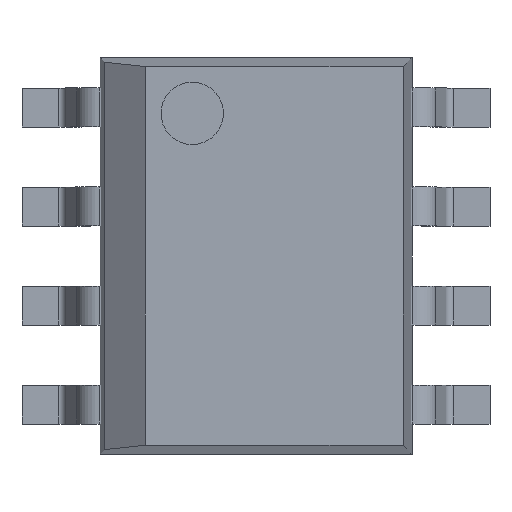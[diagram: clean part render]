
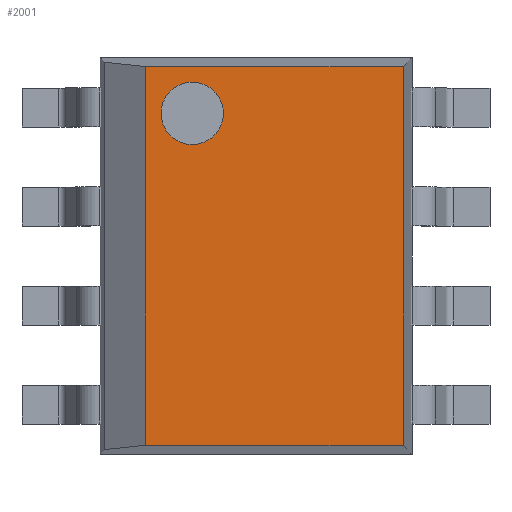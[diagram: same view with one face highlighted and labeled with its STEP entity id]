
A CAD part, top view. The second image highlights one B-rep face of the part: STEP entity #2001.
In plain terms, the highlighted planar face has unit normal (0, 0, 1).
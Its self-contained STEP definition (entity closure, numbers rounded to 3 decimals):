
#95 = AXIS2_PLACEMENT_3D ( 'NONE', #3923, #1320, #4374 ) ;
#195 = EDGE_CURVE ( 'NONE', #1977, #934, #3392, .T. ) ;
#420 = ORIENTED_EDGE ( 'NONE', *, *, #4394, .T. ) ;
#613 = VERTEX_POINT ( 'NONE', #1559 ) ;
#764 = FACE_OUTER_BOUND ( 'NONE', #4094, .T. ) ;
#934 = VERTEX_POINT ( 'NONE', #4550 ) ;
#1012 = FACE_BOUND ( 'NONE', #3739, .T. ) ;
#1121 = VECTOR ( 'NONE', #4353, 1000. ) ;
#1198 = CARTESIAN_POINT ( 'NONE',  ( 2., -2.428, 1.7 ) ) ;
#1240 = CARTESIAN_POINT ( 'NONE',  ( -0.818, 1.428, 1.7 ) ) ;
#1320 = DIRECTION ( 'NONE',  ( 0., 0., -1. ) ) ;
#1398 = DIRECTION ( 'NONE',  ( 0., 0., 1. ) ) ;
#1559 = CARTESIAN_POINT ( 'NONE',  ( -0.818, 2.228, 1.7 ) ) ;
#1611 = CIRCLE ( 'NONE', #1972, 0.4 ) ;
#1712 = EDGE_CURVE ( 'NONE', #613, #4877, #1611, .T. ) ;
#1805 = DIRECTION ( 'NONE',  ( 1., 0., 0. ) ) ;
#1814 = PLANE ( 'NONE',  #4144 ) ;
#1972 = AXIS2_PLACEMENT_3D ( 'NONE', #3650, #3675, #3694 ) ;
#1977 = VERTEX_POINT ( 'NONE', #3160 ) ;
#2001 = ADVANCED_FACE ( 'NONE', ( #1012, #764 ), #1814, .T. ) ;
#2060 = CARTESIAN_POINT ( 'NONE',  ( 2., 2.428, 1.7 ) ) ;
#2123 = DIRECTION ( 'NONE',  ( 0., 1., 0. ) ) ;
#2193 = LINE ( 'NONE', #2060, #1121 ) ;
#2436 = DIRECTION ( 'NONE',  ( -1., 0., 0. ) ) ;
#3160 = CARTESIAN_POINT ( 'NONE',  ( 1.888, -2.428, 1.7 ) ) ;
#3176 = ORIENTED_EDGE ( 'NONE', *, *, #4905, .F. ) ;
#3258 = CIRCLE ( 'NONE', #95, 0.4 ) ;
#3276 = VECTOR ( 'NONE', #2123, 1000. ) ;
#3310 = ORIENTED_EDGE ( 'NONE', *, *, #1712, .T. ) ;
#3392 = LINE ( 'NONE', #3892, #3276 ) ;
#3650 = CARTESIAN_POINT ( 'NONE',  ( -0.818, 1.828, 1.7 ) ) ;
#3675 = DIRECTION ( 'NONE',  ( 0., 0., -1. ) ) ;
#3694 = DIRECTION ( 'NONE',  ( 0., -1., 0. ) ) ;
#3739 = EDGE_LOOP ( 'NONE', ( #420, #3310 ) ) ;
#3882 = EDGE_CURVE ( 'NONE', #1977, #5584, #4547, .T. ) ;
#3892 = CARTESIAN_POINT ( 'NONE',  ( 1.888, 2.54, 1.7 ) ) ;
#3904 = LINE ( 'NONE', #4128, #4055 ) ;
#3923 = CARTESIAN_POINT ( 'NONE',  ( -0.818, 1.828, 1.7 ) ) ;
#4007 = CARTESIAN_POINT ( 'NONE',  ( -2., 2.54, 1.7 ) ) ;
#4055 = VECTOR ( 'NONE', #4587, 1000. ) ;
#4094 = EDGE_LOOP ( 'NONE', ( #5522, #4492, #3176, #4946 ) ) ;
#4128 = CARTESIAN_POINT ( 'NONE',  ( -1.418, 2.54, 1.7 ) ) ;
#4144 = AXIS2_PLACEMENT_3D ( 'NONE', #4007, #1398, #1805 ) ;
#4353 = DIRECTION ( 'NONE',  ( 1., 0., 0. ) ) ;
#4374 = DIRECTION ( 'NONE',  ( 0., -1., 0. ) ) ;
#4389 = VECTOR ( 'NONE', #2436, 1000. ) ;
#4394 = EDGE_CURVE ( 'NONE', #4877, #613, #3258, .T. ) ;
#4492 = ORIENTED_EDGE ( 'NONE', *, *, #195, .T. ) ;
#4547 = LINE ( 'NONE', #1198, #4389 ) ;
#4550 = CARTESIAN_POINT ( 'NONE',  ( 1.888, 2.428, 1.7 ) ) ;
#4587 = DIRECTION ( 'NONE',  ( 0., -1., 0. ) ) ;
#4727 = EDGE_CURVE ( 'NONE', #5111, #5584, #3904, .T. ) ;
#4877 = VERTEX_POINT ( 'NONE', #1240 ) ;
#4905 = EDGE_CURVE ( 'NONE', #5111, #934, #2193, .T. ) ;
#4916 = CARTESIAN_POINT ( 'NONE',  ( -1.418, -2.428, 1.7 ) ) ;
#4946 = ORIENTED_EDGE ( 'NONE', *, *, #4727, .T. ) ;
#5111 = VERTEX_POINT ( 'NONE', #5360 ) ;
#5360 = CARTESIAN_POINT ( 'NONE',  ( -1.418, 2.428, 1.7 ) ) ;
#5522 = ORIENTED_EDGE ( 'NONE', *, *, #3882, .F. ) ;
#5584 = VERTEX_POINT ( 'NONE', #4916 ) ;
